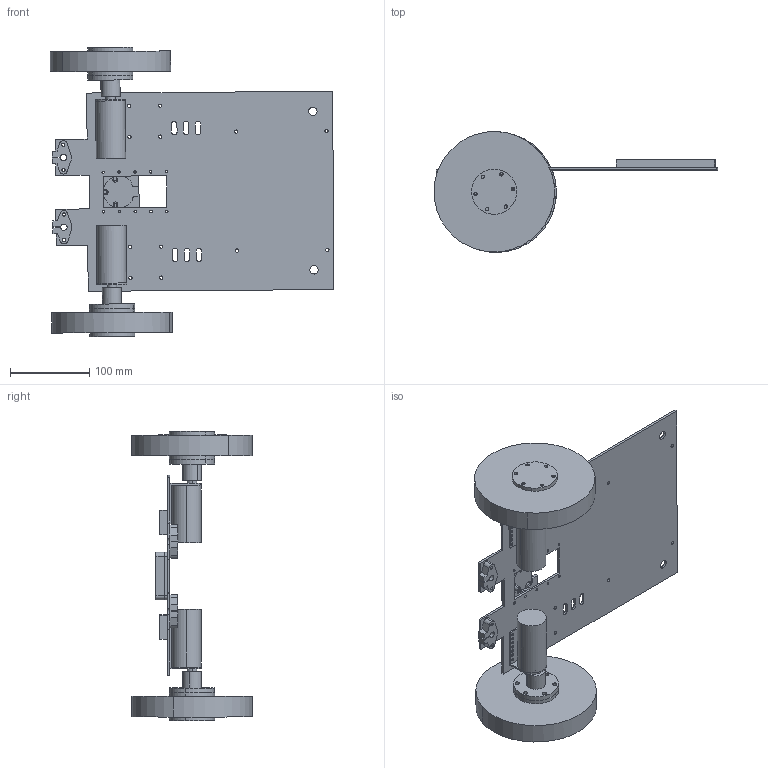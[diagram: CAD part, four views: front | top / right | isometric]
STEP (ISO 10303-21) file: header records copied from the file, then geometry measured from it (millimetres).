
FILE_DESCRIPTION (( 'STEP AP214' ), '1' );
FILE_NAME ('ungrip_rover.STEP', '2021-07-28T14:31:15', ( '' ), ( '' ), 'SwSTEP 2.0', 'SolidWorks 2019', '' );
FILE_SCHEMA (( 'AUTOMOTIVE_DESIGN' ));
Length unit declared in the file: millimetre
Products named in the file (10): Shaft Support 8 mm flat; Camera Box Bottom; Frame; Camera Box Top; Motor Bracket; support batterie; Screw Hub; ungrip_rover; Wheel; Motor Pololu 131_1
Assembly tree (15 placements, depth 2):
  ungrip_rover
    Screw Hub  x2
    Motor Pololu 131_1  x2
    Motor Bracket  x2
    Wheel  x2
    Frame
    Camera Box Bottom
    Camera Box Top
    support batterie  x2
    Shaft Support 8 mm flat  x2
Bounding box: 358.04 x 151.91 x 364.63 mm (x, y, z)
Volume: 1467871.3 mm3; surface area: 353352.5 mm2
Topology: 15 solids, 15 shells, 556 faces, 1473 edges, 982 vertices
Faces by surface type: cylinder 373, plane 183
Entity records: 16100 total; most frequent: DIRECTION 2396, CARTESIAN_POINT 2160, ORIENTED_EDGE 2100, EDGE_CURVE 1050, AXIS2_PLACEMENT_3D 936, VERTEX_POINT 700, EDGE_LOOP 586, CIRCLE 526
